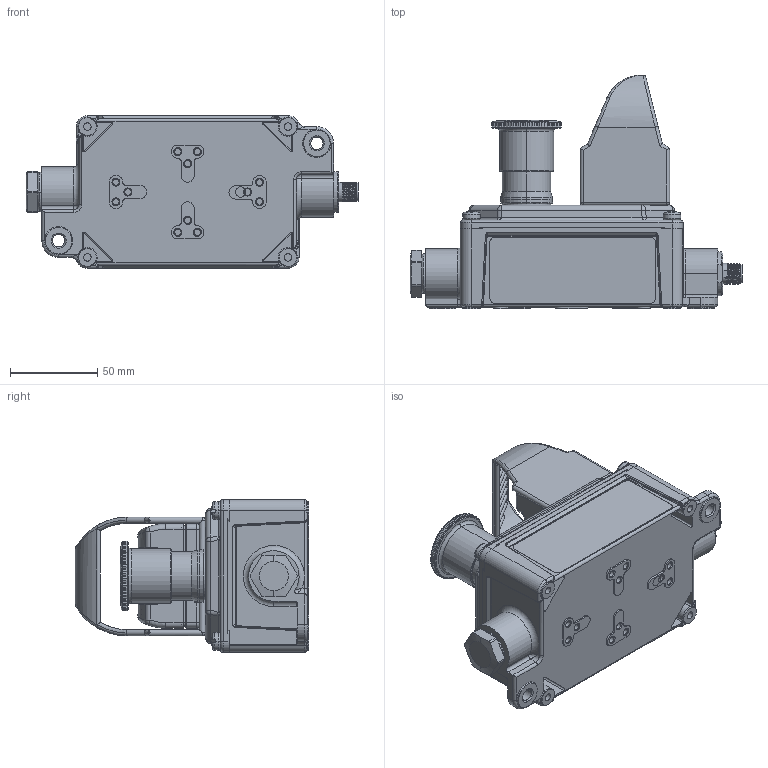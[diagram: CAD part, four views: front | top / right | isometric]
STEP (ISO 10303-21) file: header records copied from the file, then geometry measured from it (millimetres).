
FILE_DESCRIPTION((''),'2;1');
FILE_NAME('169599_ASM','2013-01-11T',('banengservice'),('BANNER ENGINEERING'),'PRO/ENGINEER BY PARAMETRIC TECHNOLOGY CORPORATION, 2009141','PRO/ENGINEER BY PARAMETRIC TECHNOLOGY CORPORATION, 2009141','');
FILE_SCHEMA(('CONFIG_CONTROL_DESIGN'));
Products named in the file (22): 157409_AF0; 29320; 122175; 107054; 126713; 157413_ASM; 156118; 120658; 69691---8-LM2T-B6644; 30221; 15882; 40545_ASSEMBLY_AF0; OTB_BASE_W_40545_CABLE_AF0_ASM; 09646_AF1; 09642; 08847; 156119_AF0_ASM; 08511; 43917; 157412; 27772; 169599_ASM
Assembly tree (27 placements, depth 4):
  169599_ASM
    157409_AF0
    29320  x2
    122175
    157413_ASM
      107054
      126713
    156118
    120658
    69691---8-LM2T-B6644
    30221
    156119_AF0_ASM
      OTB_BASE_W_40545_CABLE_AF0_ASM
        15882
        40545_ASSEMBLY_AF0
      09646_AF1
      09642
      08847  x2
    08511
    43917  x4
    157412  x2
    27772
Bounding box: 190.38 x 133.99 x 87.63 mm (x, y, z)
Volume: 287438 mm3; surface area: 213543.1 mm2
Topology: 24 solids, 30 shells, 2912 faces, 7085 edges, 4308 vertices
Faces by surface type: cylinder 1141, plane 704, bspline 407, torus 344, cone 212, sphere 104
Entity records: 149746 total; most frequent: CARTESIAN_POINT 85693, ORIENTED_EDGE 13550, DIRECTION 13168, EDGE_CURVE 6785, AXIS2_PLACEMENT_3D 5343, VERTEX_POINT 4128, EDGE_LOOP 2967, CIRCLE 2878
